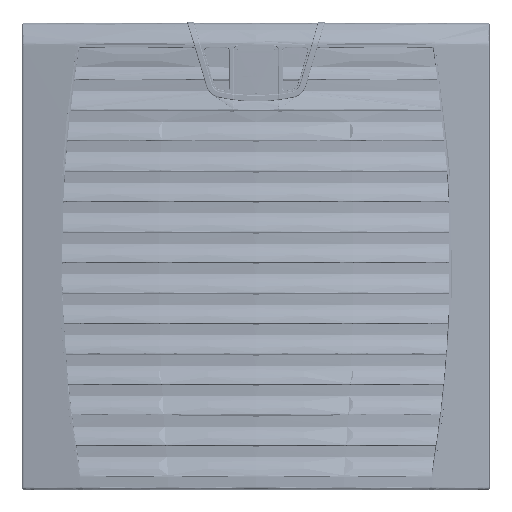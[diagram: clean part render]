
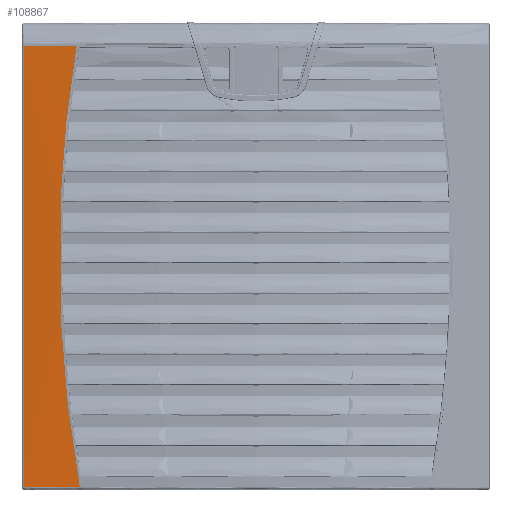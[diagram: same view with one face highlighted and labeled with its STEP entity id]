
A CAD part, top view. The second image highlights one B-rep face of the part: STEP entity #108867.
In plain terms, the highlighted free-form (B-spline) face has degree [3, 1] with [5, 2] control points.
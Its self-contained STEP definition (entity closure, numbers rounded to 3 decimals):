
#1908 = EDGE_CURVE ( 'NONE', #81572, #87425, #102978, .T. ) ;
#2780 = CARTESIAN_POINT ( 'NONE',  ( 112.054, -219.836, 28.269 ) ) ;
#4372 = CARTESIAN_POINT ( 'NONE',  ( 101.776, 23.38, 29.462 ) ) ;
#7523 = CARTESIAN_POINT ( 'NONE',  ( 102.642, -193.597, 29.358 ) ) ;
#8297 = EDGE_CURVE ( 'NONE', #155570, #53096, #52124, .T. ) ;
#14808 = CARTESIAN_POINT ( 'NONE',  ( 96.633, -219.89, 30.014 ) ) ;
#15602 = CARTESIAN_POINT ( 'NONE',  ( 101.776, -219.873, 29.462 ) ) ;
#15855 = ORIENTED_EDGE ( 'NONE', *, *, #34346, .F. ) ;
#17466 = LINE ( 'NONE', #104749, #93446 ) ;
#17735 = B_SPLINE_CURVE_WITH_KNOTS ( 'NONE', 3,
 ( #150269, #138245, #28452, #77312 ),
 .UNSPECIFIED., .F., .F.,
 ( 4, 4 ),
 ( 0., 1. ),
 .UNSPECIFIED. ) ;
#17961 = CARTESIAN_POINT ( 'NONE',  ( 112.054, 23.417, 28.269 ) ) ;
#21118 = CARTESIAN_POINT ( 'NONE',  ( 105.401, -168.646, 29.031 ) ) ;
#25351 = CARTESIAN_POINT ( 'NONE',  ( 107.17, -67.924, 28.82 ) ) ;
#25980 = VERTEX_POINT ( 'NONE', #127732 ) ;
#26039 = CARTESIAN_POINT ( 'NONE',  ( 96.817, 21.921, 29.994 ) ) ;
#26995 = EDGE_CURVE ( 'NONE', #154840, #155570, #39422, .T. ) ;
#27347 = EDGE_CURVE ( 'NONE', #87425, #108082, #129095, .T. ) ;
#28037 = ORIENTED_EDGE ( 'NONE', *, *, #26995, .T. ) ;
#28452 = CARTESIAN_POINT ( 'NONE',  ( 108.207, -218.331, 28.749 ) ) ;
#29032 = CARTESIAN_POINT ( 'NONE',  ( 103.336, -22.259, 29.269 ) ) ;
#29199 = CARTESIAN_POINT ( 'NONE',  ( 122.31, -219.793, 26.899 ) ) ;
#30608 = CARTESIAN_POINT ( 'NONE',  ( 103.36, -22.535, 29.266 ) ) ;
#32346 = CARTESIAN_POINT ( 'NONE',  ( 108.026, -93.501, 28.718 ) ) ;
#33064 = CARTESIAN_POINT ( 'NONE',  ( 107.087, -67.676, 28.83 ) ) ;
#34346 = EDGE_CURVE ( 'NONE', #73704, #25980, #17466, .T. ) ;
#34732 = CARTESIAN_POINT ( 'NONE',  ( 107.125, -68.446, 28.826 ) ) ;
#36336 = EDGE_CURVE ( 'NONE', #53096, #81572, #133191, .T. ) ;
#38239 = CARTESIAN_POINT ( 'NONE',  ( 96.817, 21.921, 29.994 ) ) ;
#38951 = CARTESIAN_POINT ( 'NONE',  ( 107.087, -67.676, 28.83 ) ) ;
#38986 = ORIENTED_EDGE ( 'NONE', *, *, #1908, .T. ) ;
#39422 = B_SPLINE_CURVE_WITH_KNOTS ( 'NONE', 3,
 ( #26039, #136636, #135833, #87722 ),
 .UNSPECIFIED., .F., .F.,
 ( 4, 4 ),
 ( -0.042, 0.003 ),
 .UNSPECIFIED. ) ;
#40241 = CARTESIAN_POINT ( 'NONE',  ( 103.353, -22.379, 29.267 ) ) ;
#42633 = CARTESIAN_POINT ( 'NONE',  ( 103.346, -22.319, 29.268 ) ) ;
#45959 = CARTESIAN_POINT ( 'NONE',  ( 127.431, 21.988, 26.169 ) ) ;
#52124 = B_SPLINE_CURVE_WITH_KNOTS ( 'NONE', 3,
 ( #76298, #29032, #42633, #40241, #103508, #67435, #30608 ),
 .UNSPECIFIED., .F., .F.,
 ( 4, 3, 4 ),
 ( 0., 0.537, 1. ),
 .UNSPECIFIED. ) ;
#53096 = VERTEX_POINT ( 'NONE', #110933 ) ;
#53233 = CARTESIAN_POINT ( 'NONE',  ( 122.31, 23.46, 26.899 ) ) ;
#67435 = CARTESIAN_POINT ( 'NONE',  ( 103.361, -22.483, 29.266 ) ) ;
#68402 = CARTESIAN_POINT ( 'NONE',  ( 107.928, -118.568, 28.729 ) ) ;
#73704 = VERTEX_POINT ( 'NONE', #157458 ) ;
#76298 = CARTESIAN_POINT ( 'NONE',  ( 103.322, -22.2, 29.271 ) ) ;
#76459 = FACE_OUTER_BOUND ( 'NONE', #132578, .T. ) ;
#77312 = CARTESIAN_POINT ( 'NONE',  ( 98.566, -218.33, 29.805 ) ) ;
#80419 = CARTESIAN_POINT ( 'NONE',  ( 107.742, -80.966, 28.752 ) ) ;
#81572 = VERTEX_POINT ( 'NONE', #33064 ) ;
#84650 = CARTESIAN_POINT ( 'NONE',  ( 107.125, -68.446, 28.826 ) ) ;
#86237 = CARTESIAN_POINT ( 'NONE',  ( 107.183, -68.191, 28.819 ) ) ;
#87425 = VERTEX_POINT ( 'NONE', #146342 ) ;
#87722 = CARTESIAN_POINT ( 'NONE',  ( 103.322, -22.2, 29.271 ) ) ;
#90257 = CARTESIAN_POINT ( 'NONE',  ( 98.566, -218.33, 29.805 ) ) ;
#93256 = CARTESIAN_POINT ( 'NONE',  ( 107.025, 21.94, 28.897 ) ) ;
#93446 = VECTOR ( 'NONE', #153659, 1000. ) ;
#93798 = CARTESIAN_POINT ( 'NONE',  ( 103.322, -22.2, 29.271 ) ) ;
#94013 = CARTESIAN_POINT ( 'NONE',  ( 98.566, -218.33, 29.805 ) ) ;
#99720 = CARTESIAN_POINT ( 'NONE',  ( 127.431, 23.483, 26.169 ) ) ;
#102599 = EDGE_CURVE ( 'NONE', #25980, #108082, #17735, .T. ) ;
#102978 = B_SPLINE_CURVE_WITH_KNOTS ( 'NONE', 3,
 ( #38951, #25351, #86237, #84650 ),
 .UNSPECIFIED., .F., .F.,
 ( 4, 4 ),
 ( 0., 1. ),
 .UNSPECIFIED. ) ;
#103352 = CARTESIAN_POINT ( 'NONE',  ( 107.087, -67.676, 28.83 ) ) ;
#103508 = CARTESIAN_POINT ( 'NONE',  ( 103.358, -22.431, 29.267 ) ) ;
#104749 = CARTESIAN_POINT ( 'NONE',  ( 127.431, 21.988, 26.169 ) ) ;
#108082 = VERTEX_POINT ( 'NONE', #90257 ) ;
#108264 = ORIENTED_EDGE ( 'NONE', *, *, #151408, .F. ) ;
#108867 = ADVANCED_FACE ( 'NONE', ( #76459 ), #137230, .T. ) ;
#110933 = CARTESIAN_POINT ( 'NONE',  ( 103.36, -22.535, 29.266 ) ) ;
#112542 = CARTESIAN_POINT ( 'NONE',  ( 96.633, 23.362, 30.014 ) ) ;
#113651 = ORIENTED_EDGE ( 'NONE', *, *, #102599, .F. ) ;
#115394 = CARTESIAN_POINT ( 'NONE',  ( 106.325, -52.595, 28.921 ) ) ;
#116176 = CARTESIAN_POINT ( 'NONE',  ( 103.36, -22.535, 29.266 ) ) ;
#117295 = CARTESIAN_POINT ( 'NONE',  ( 107.546, -131.102, 28.776 ) ) ;
#119692 = CARTESIAN_POINT ( 'NONE',  ( 117.266, 21.962, 27.617 ) ) ;
#123563 =( BOUNDED_CURVE ( )  B_SPLINE_CURVE ( 3, ( #131725, #93256, #119692, #45959 ),
 .UNSPECIFIED., .F., .F. ) 
 B_SPLINE_CURVE_WITH_KNOTS ( ( 4, 4 ),
 ( 0., 1. ),
 .UNSPECIFIED. ) 
 CURVE ( )  GEOMETRIC_REPRESENTATION_ITEM ( )  RATIONAL_B_SPLINE_CURVE ( ( 1., 1., 1., 1. ) ) 
 REPRESENTATION_ITEM ( '' )  );
#127732 = CARTESIAN_POINT ( 'NONE',  ( 127.431, -218.328, 26.169 ) ) ;
#127746 = CARTESIAN_POINT ( 'NONE',  ( 127.431, -219.77, 26.169 ) ) ;
#129095 = B_SPLINE_CURVE_WITH_KNOTS ( 'NONE', 3,
 ( #34732, #80419, #32346, #68402, #117295, #21118, #7523, #94013 ),
 .UNSPECIFIED., .F., .F.,
 ( 4, 2, 2, 4 ),
 ( -0.15, -0.112, -0.075, 0.001 ),
 .UNSPECIFIED. ) ;
#131725 = CARTESIAN_POINT ( 'NONE',  ( 96.817, 21.921, 29.994 ) ) ;
#132578 = EDGE_LOOP ( 'NONE', ( #132843, #38986, #138878, #113651, #15855, #108264, #28037, #133421 ) ) ;
#132843 = ORIENTED_EDGE ( 'NONE', *, *, #36336, .T. ) ;
#133191 = B_SPLINE_CURVE_WITH_KNOTS ( 'NONE', 3,
 ( #116176, #141022, #115394, #103352 ),
 .UNSPECIFIED., .F., .F.,
 ( 4, 4 ),
 ( -0.032, 0.013 ),
 .UNSPECIFIED. ) ;
#133421 = ORIENTED_EDGE ( 'NONE', *, *, #8297, .T. ) ;
#135833 = CARTESIAN_POINT ( 'NONE',  ( 101.617, -7.428, 29.467 ) ) ;
#136636 = CARTESIAN_POINT ( 'NONE',  ( 99.447, 7.29, 29.711 ) ) ;
#137230 = B_SPLINE_SURFACE_WITH_KNOTS ( 'NONE', 3, 1, ( 
 ( #14808, #112542 ),
 ( #15602, #4372 ),
 ( #2780, #17961 ),
 ( #29199, #53233 ),
 ( #127746, #99720 ) ),
 .UNSPECIFIED., .F., .F., .F.,
 ( 4, 1, 4 ),
 ( 2, 2 ),
 ( 0., 0.5, 1. ),
 ( 0., 1. ),
 .UNSPECIFIED. ) ;
#138245 = CARTESIAN_POINT ( 'NONE',  ( 117.829, -218.331, 27.537 ) ) ;
#138878 = ORIENTED_EDGE ( 'NONE', *, *, #27347, .T. ) ;
#141022 = CARTESIAN_POINT ( 'NONE',  ( 105.082, -37.537, 29.069 ) ) ;
#146342 = CARTESIAN_POINT ( 'NONE',  ( 107.125, -68.446, 28.826 ) ) ;
#150269 = CARTESIAN_POINT ( 'NONE',  ( 127.431, -218.328, 26.169 ) ) ;
#151408 = EDGE_CURVE ( 'NONE', #154840, #73704, #123563, .T. ) ;
#153659 = DIRECTION ( 'NONE',  ( 0., -1., 0. ) ) ;
#154840 = VERTEX_POINT ( 'NONE', #38239 ) ;
#155570 = VERTEX_POINT ( 'NONE', #93798 ) ;
#157458 = CARTESIAN_POINT ( 'NONE',  ( 127.431, 21.988, 26.169 ) ) ;
